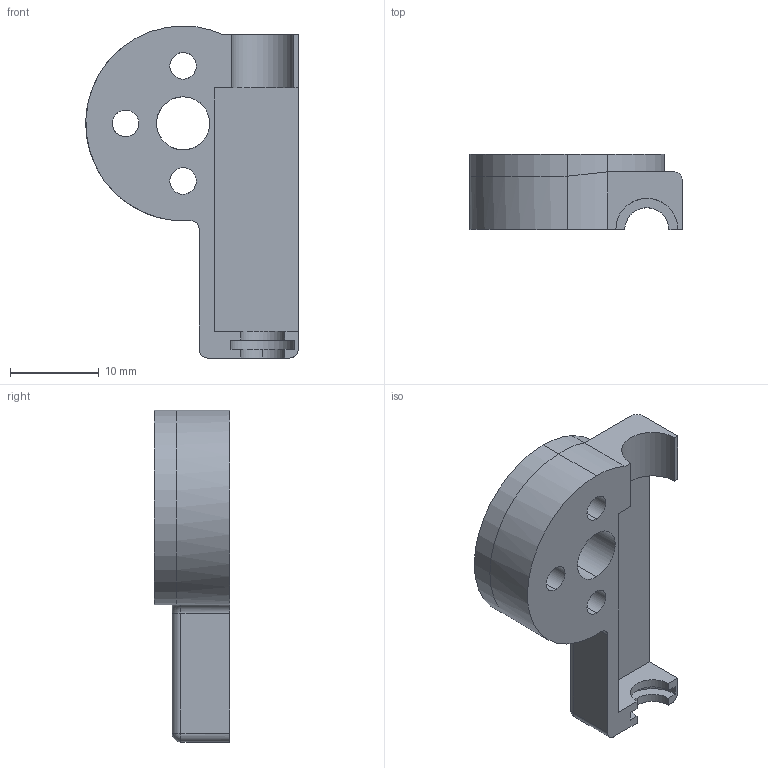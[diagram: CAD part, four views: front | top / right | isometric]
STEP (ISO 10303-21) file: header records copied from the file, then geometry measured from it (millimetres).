
FILE_DESCRIPTION (( 'STEP AP214' ), '1' );
FILE_NAME ('Droite.STEP', '2021-11-22T15:45:37', ( '' ), ( '' ), 'SwSTEP 2.0', 'SolidWorks 2018', '' );
FILE_SCHEMA (( 'AUTOMOTIVE_DESIGN' ));
Length unit declared in the file: millimetre
Products named in the file (1): Droite
Bounding box: 24 x 8.5 x 37.5 mm (x, y, z)
Volume: 2483.6 mm3; surface area: 2538.2 mm2
Topology: 1 solids, 1 shells, 47 faces, 123 edges, 77 vertices
Faces by surface type: cylinder 28, plane 16, sphere 2, torus 1
Entity records: 2203 total; most frequent: CARTESIAN_POINT 516, ORIENTED_EDGE 242, DIRECTION 227, EDGE_CURVE 121, AXIS2_PLACEMENT_3D 89, VERTEX_POINT 77, EDGE_LOOP 56, UNCERTAINTY_MEASURE_WITH_UNIT 50
